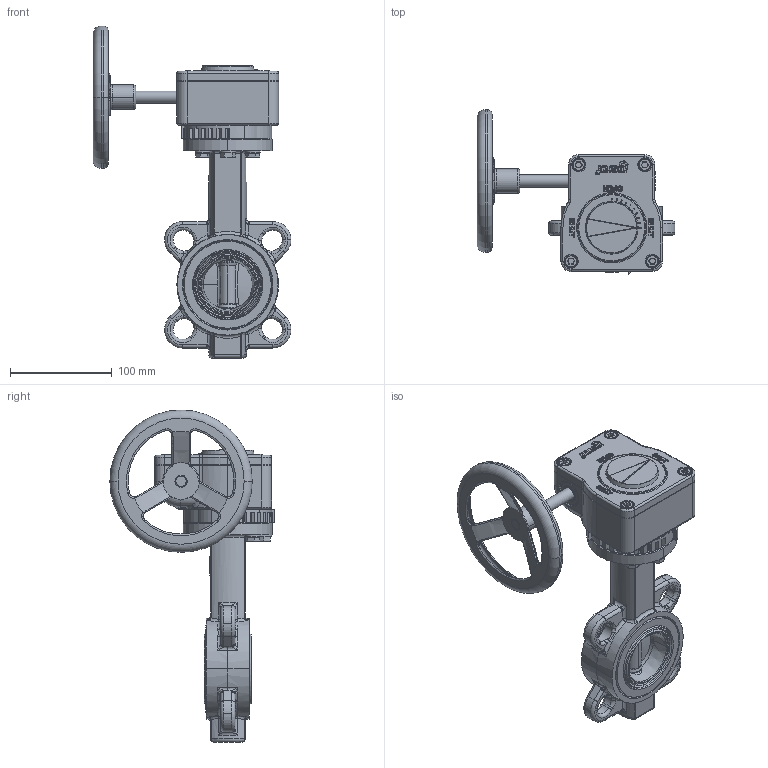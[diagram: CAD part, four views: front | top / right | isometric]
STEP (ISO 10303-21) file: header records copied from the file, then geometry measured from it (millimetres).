
FILE_DESCRIPTION(('HOOPS Exchange Step'),'2;1');
FILE_NAME('AK0810_DN50.stp','2025-08-26T15:25:19+02:00',('nieru'),('Unknown organisation'),'HOOPS Exchange 2024.2','HOOPS Exchange','Unknown authorisation');
FILE_SCHEMA( ('AP203_CONFIGURATION_CONTROLLED_3D_DESIGN_OF_MECHANICAL_PARTS_AND_ASSEMBLIES_MIM_LF') );
Length unit declared in the file: millimetre
Products named in the file (4): 0; root
Assembly tree (3 placements, depth 3):
  root
    0
      0
      0
Bounding box: 194.69 x 161.53 x 326.5 mm (x, y, z)
Volume: 1156588.1 mm3; surface area: 276998.2 mm2
Topology: 25 solids, 25 shells, 3273 faces, 7971 edges, 4733 vertices
Faces by surface type: cylinder 1149, bspline 1016, plane 652, torus 260, cone 185, sphere 11
Full cylindrical faces by diameter (mm): 7 x4, 7.258 x4, 7.984 x4, 8.4 x2, 12 x5, 12.8 x4, 13.996 x1, 14.517 x4, 16 x2, 16.569 x1, 19.719 x1, 20 x1, 24.305 x1, 26.365 x1, 27.029 x1, 43 x1, 52 x1
Entity records: 347019 total; most frequent: CARTESIAN_POINT 277804, ORIENTED_EDGE 15768, DIRECTION 12203, EDGE_CURVE 7884, AXIS2_PLACEMENT_3D 4760, VERTEX_POINT 4733, EDGE_LOOP 3441, FACE_BOUND 3441
